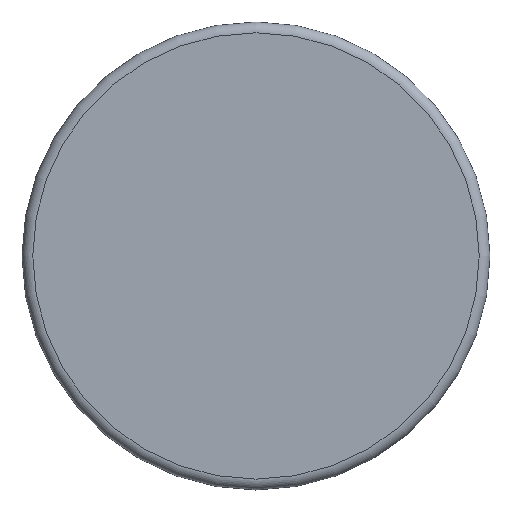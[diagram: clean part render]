
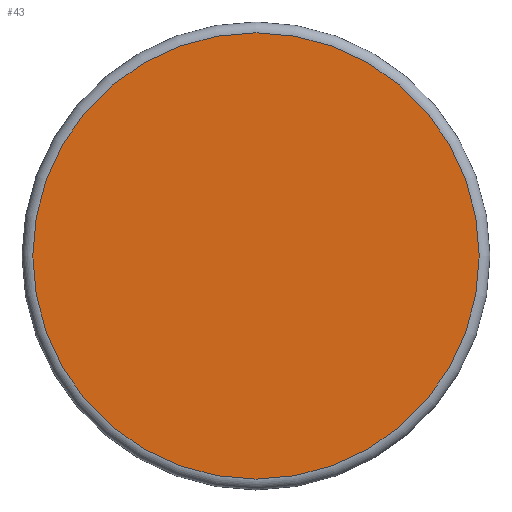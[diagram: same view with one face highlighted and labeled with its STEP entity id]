
A CAD part, top view. The second image highlights one B-rep face of the part: STEP entity #43.
In plain terms, the highlighted planar face has unit normal (0, 0, 1).
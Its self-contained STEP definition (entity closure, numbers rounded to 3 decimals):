
#43 = ADVANCED_FACE( '', ( #96 ), #97, .F. );
#96 = FACE_OUTER_BOUND( '', #169, .T. );
#97 = PLANE( '', #170 );
#169 = EDGE_LOOP( '', ( #238 ) );
#170 = AXIS2_PLACEMENT_3D( '', #239, #240, #241 );
#238 = ORIENTED_EDGE( '', *, *, #335, .T. );
#239 = CARTESIAN_POINT( '', ( 32.5, 0., 26. ) );
#240 = DIRECTION( '', ( 0., 0., -1. ) );
#241 = DIRECTION( '', ( -1., 0., 0. ) );
#335 = EDGE_CURVE( '', #370, #370, #371, .F. );
#370 = VERTEX_POINT( '', #419 );
#371 = CIRCLE( '', #420, 31. );
#419 = CARTESIAN_POINT( '', ( -31., 0., 26. ) );
#420 = AXIS2_PLACEMENT_3D( '', #468, #469, #470 );
#468 = CARTESIAN_POINT( '', ( 0., 0., 26. ) );
#469 = DIRECTION( '', ( 0., 0., -1. ) );
#470 = DIRECTION( '', ( -1., 0., 0. ) );
